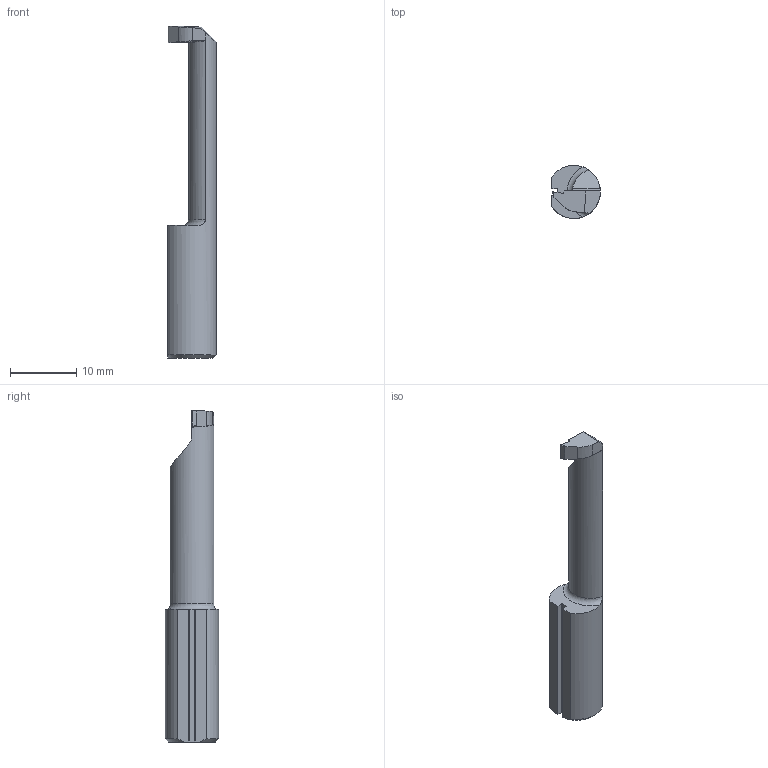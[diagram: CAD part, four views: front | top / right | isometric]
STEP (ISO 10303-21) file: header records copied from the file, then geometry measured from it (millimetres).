
FILE_DESCRIPTION (( 'STEP AP203' ), '1' );
FILE_NAME ('L008M0250-30.step', '2024-02-01T10:07:18', ( '' ), ( '' ), 'SwSTEP 2.0', 'SolidWorks 2022', '' );
FILE_SCHEMA (( 'CONFIG_CONTROL_DESIGN' ));
Length unit declared in the file: millimetre
Products named in the file (1): L008M0250-30
Bounding box: 7.35 x 8 x 50 mm (x, y, z)
Volume: 1491.8 mm3; surface area: 1099.5 mm2
Topology: 1 solids, 1 shells, 29 faces, 80 edges, 53 vertices
Faces by surface type: plane 17, cylinder 9, cone 1, torus 1, bspline 1
Entity records: 1062 total; most frequent: CARTESIAN_POINT 291, ORIENTED_EDGE 160, DIRECTION 127, EDGE_CURVE 80, VERTEX_POINT 53, LINE 49, VECTOR 49, AXIS2_PLACEMENT_3D 39
